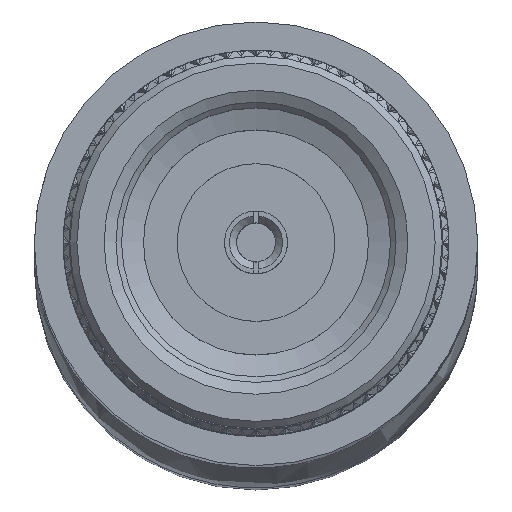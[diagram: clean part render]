
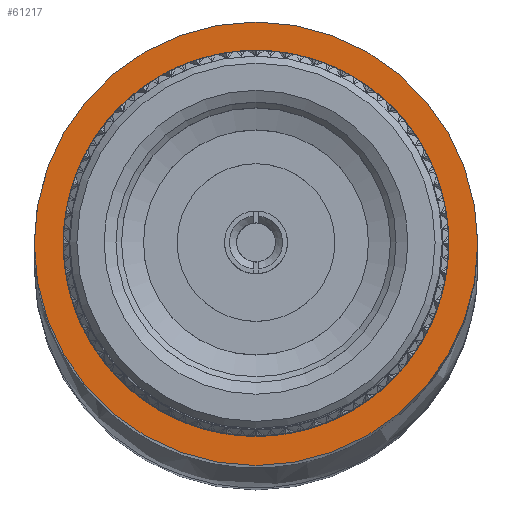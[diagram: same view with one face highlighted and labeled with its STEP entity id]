
A CAD part, top view. The second image highlights one B-rep face of the part: STEP entity #61217.
In plain terms, the highlighted face is planar.
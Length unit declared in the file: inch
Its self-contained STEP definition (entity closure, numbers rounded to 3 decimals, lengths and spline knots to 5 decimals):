
#1752 = ORIENTED_EDGE ( 'NONE', *, *, #52594, .T. ) ;
#4693 = FACE_OUTER_BOUND ( 'NONE', #61825, .T. ) ;
#5113 = AXIS2_PLACEMENT_3D ( 'NONE', #76734, #56080, #55217 ) ;
#6411 = FACE_BOUND ( 'NONE', #82079, .T. ) ;
#12585 = CARTESIAN_POINT ( 'NONE',  ( 0.36606, 0., 0. ) ) ;
#13910 = DIRECTION ( 'NONE',  ( 0., 0., -1. ) ) ;
#22990 = ORIENTED_EDGE ( 'NONE', *, *, #55152, .F. ) ;
#32278 = DIRECTION ( 'NONE',  ( 0., 0., -1. ) ) ;
#35873 = CIRCLE ( 'NONE', #5113, 0.0785 ) ;
#37949 = AXIS2_PLACEMENT_3D ( 'NONE', #12585, #39736, #32278 ) ;
#39736 = DIRECTION ( 'NONE',  ( 1., 0., 0. ) ) ;
#45568 = VERTEX_POINT ( 'NONE', #59107 ) ;
#47744 = CIRCLE ( 'NONE', #72889, 0.0935 ) ;
#51575 = PLANE ( 'NONE',  #37949 ) ;
#52594 = EDGE_CURVE ( 'NONE', #45568, #45568, #35873, .T. ) ;
#55152 = EDGE_CURVE ( 'NONE', #79310, #79310, #47744, .T. ) ;
#55217 = DIRECTION ( 'NONE',  ( 0., 0., -1. ) ) ;
#56080 = DIRECTION ( 'NONE',  ( 1., 0., 0. ) ) ;
#59038 = DIRECTION ( 'NONE',  ( 1., 0., 0. ) ) ;
#59107 = CARTESIAN_POINT ( 'NONE',  ( 0.36606, 0., -0.0785 ) ) ;
#61217 = ADVANCED_FACE ( 'NONE', ( #6411, #4693 ), #51575, .F. ) ;
#61825 = EDGE_LOOP ( 'NONE', ( #22990 ) ) ;
#66112 = CARTESIAN_POINT ( 'NONE',  ( 0.36606, 0., -0.0935 ) ) ;
#72677 = CARTESIAN_POINT ( 'NONE',  ( 0.36606, 0., 0. ) ) ;
#72889 = AXIS2_PLACEMENT_3D ( 'NONE', #72677, #59038, #13910 ) ;
#76734 = CARTESIAN_POINT ( 'NONE',  ( 0.36606, 0., 0. ) ) ;
#79310 = VERTEX_POINT ( 'NONE', #66112 ) ;
#82079 = EDGE_LOOP ( 'NONE', ( #1752 ) ) ;
